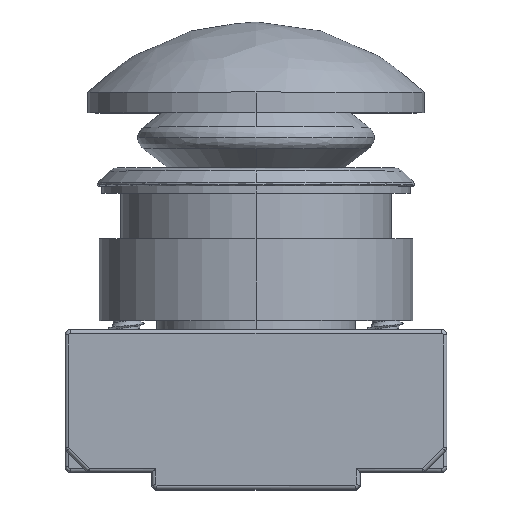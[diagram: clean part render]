
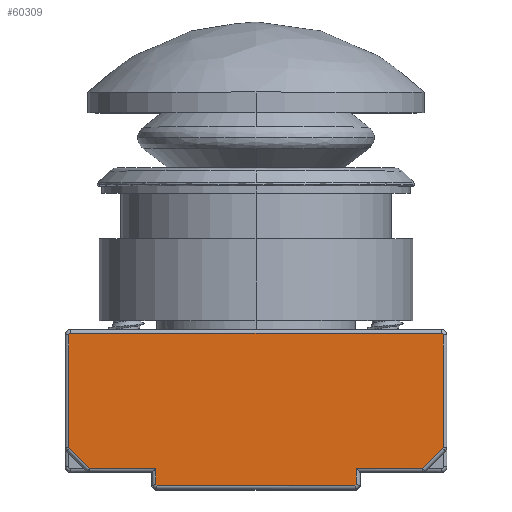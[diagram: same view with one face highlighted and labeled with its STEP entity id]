
A CAD part, top view. The second image highlights one B-rep face of the part: STEP entity #60309.
In plain terms, the highlighted planar face has unit normal (0, 0, 1).
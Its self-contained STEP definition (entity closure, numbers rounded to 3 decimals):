
#166 = B_SPLINE_CURVE_WITH_KNOTS ( 'NONE', 3,
 ( #3651, #23552, #49957, #55163, #64011, #39544 ),
 .UNSPECIFIED., .F., .F.,
 ( 4, 2, 4 ),
 ( 0., 0.5, 1. ),
 .UNSPECIFIED. ) ;
#566 = CARTESIAN_POINT ( 'NONE',  ( 0., -19.85, 14.9 ) ) ;
#712 = LINE ( 'NONE', #49963, #1810 ) ;
#1254 = LINE ( 'NONE', #41049, #39655 ) ;
#1810 = VECTOR ( 'NONE', #5614, 1000. ) ;
#2776 = CARTESIAN_POINT ( 'NONE',  ( 20.6, -20.395, 14.9 ) ) ;
#2982 = B_SPLINE_CURVE_WITH_KNOTS ( 'NONE', 3,
 ( #25691, #9709, #60592, #40034 ),
 .UNSPECIFIED., .F., .F.,
 ( 4, 4 ),
 ( 0., 1. ),
 .UNSPECIFIED. ) ;
#3651 = CARTESIAN_POINT ( 'NONE',  ( -20.4, -20.25, 14.9 ) ) ;
#4504 = CARTESIAN_POINT ( 'NONE',  ( 18.334, -35.15, 14.9 ) ) ;
#4508 = VECTOR ( 'NONE', #8074, 1000. ) ;
#5380 = CARTESIAN_POINT ( 'NONE',  ( -20.4, -20.25, 14.9 ) ) ;
#5614 = DIRECTION ( 'NONE',  ( 0., 1., 0. ) ) ;
#5724 = CARTESIAN_POINT ( 'NONE',  ( -20.58, -32.904, 14.9 ) ) ;
#6111 = CARTESIAN_POINT ( 'NONE',  ( -11.05, -35.15, 14.9 ) ) ;
#6508 = LINE ( 'NONE', #26415, #40787 ) ;
#6969 = ORIENTED_EDGE ( 'NONE', *, *, #30420, .T. ) ;
#7683 = CARTESIAN_POINT ( 'NONE',  ( 20.58, -20.348, 14.9 ) ) ;
#8074 = DIRECTION ( 'NONE',  ( -1., 0., 0. ) ) ;
#8695 = VERTEX_POINT ( 'NONE', #57906 ) ;
#9709 = CARTESIAN_POINT ( 'NONE',  ( 20.58, -32.904, 14.9 ) ) ;
#9835 = VERTEX_POINT ( 'NONE', #22001 ) ;
#10114 = ORIENTED_EDGE ( 'NONE', *, *, #36623, .T. ) ;
#10573 = VECTOR ( 'NONE', #11772, 1000. ) ;
#10775 = EDGE_CURVE ( 'NONE', #16159, #15881, #32708, .T. ) ;
#11663 = VERTEX_POINT ( 'NONE', #25118 ) ;
#11772 = DIRECTION ( 'NONE',  ( 1., 0., 0. ) ) ;
#11997 = EDGE_CURVE ( 'NONE', #32709, #53884, #2982, .T. ) ;
#12039 = CARTESIAN_POINT ( 'NONE',  ( 10.884, -37.05, 14.9 ) ) ;
#14357 = EDGE_CURVE ( 'NONE', #60414, #9835, #51785, .T. ) ;
#15302 = CARTESIAN_POINT ( 'NONE',  ( 11.05, -19.85, 14.9 ) ) ;
#15529 = VECTOR ( 'NONE', #16517, 1000. ) ;
#15881 = VERTEX_POINT ( 'NONE', #21726 ) ;
#16003 = ORIENTED_EDGE ( 'NONE', *, *, #55883, .T. ) ;
#16159 = VERTEX_POINT ( 'NONE', #62407 ) ;
#16196 = LINE ( 'NONE', #20467, #15529 ) ;
#16517 = DIRECTION ( 'NONE',  ( 0., -1., 0. ) ) ;
#16574 = DIRECTION ( 'NONE',  ( 0.707, -0.707, 0. ) ) ;
#17207 = CARTESIAN_POINT ( 'NONE',  ( -75.751, -35.15, 14.9 ) ) ;
#17337 = VERTEX_POINT ( 'NONE', #19885 ) ;
#17538 = CARTESIAN_POINT ( 'NONE',  ( 20.6, -32.801, 14.9 ) ) ;
#19050 = ORIENTED_EDGE ( 'NONE', *, *, #31279, .T. ) ;
#19418 = ORIENTED_EDGE ( 'NONE', *, *, #26434, .T. ) ;
#19515 = DIRECTION ( 'NONE',  ( 0.707, 0.707, 0. ) ) ;
#19885 = CARTESIAN_POINT ( 'NONE',  ( 20.6, -20.45, 14.9 ) ) ;
#20227 = CARTESIAN_POINT ( 'NONE',  ( -20.6, -19.85, 14.9 ) ) ;
#20467 = CARTESIAN_POINT ( 'NONE',  ( -11.05, -19.85, 14.9 ) ) ;
#20490 = DIRECTION ( 'NONE',  ( 1., 0., 0. ) ) ;
#21061 = CARTESIAN_POINT ( 'NONE',  ( -20.6, -32.857, 14.9 ) ) ;
#21166 = DIRECTION ( 'NONE',  ( 0., 1., 0. ) ) ;
#21726 = CARTESIAN_POINT ( 'NONE',  ( -20.541, -32.943, 14.9 ) ) ;
#22001 = CARTESIAN_POINT ( 'NONE',  ( -18.334, -35.15, 14.9 ) ) ;
#22360 = CARTESIAN_POINT ( 'NONE',  ( 20.6, -20.45, 14.9 ) ) ;
#22680 = CARTESIAN_POINT ( 'NONE',  ( 20.503, -20.27, 14.9 ) ) ;
#23552 = CARTESIAN_POINT ( 'NONE',  ( -20.455, -20.25, 14.9 ) ) ;
#24944 = ORIENTED_EDGE ( 'NONE', *, *, #40667, .T. ) ;
#25070 = LINE ( 'NONE', #4504, #29937 ) ;
#25118 = CARTESIAN_POINT ( 'NONE',  ( -11.05, -36.884, 14.9 ) ) ;
#25478 = EDGE_CURVE ( 'NONE', #32795, #27319, #56438, .T. ) ;
#25646 = CARTESIAN_POINT ( 'NONE',  ( -20.541, -32.943, 14.9 ) ) ;
#25691 = CARTESIAN_POINT ( 'NONE',  ( 20.541, -32.943, 14.9 ) ) ;
#26211 = LINE ( 'NONE', #40566, #26718 ) ;
#26415 = CARTESIAN_POINT ( 'NONE',  ( -75.751, -35.15, 14.9 ) ) ;
#26434 = EDGE_CURVE ( 'NONE', #58942, #33813, #56065, .T. ) ;
#26718 = VECTOR ( 'NONE', #61414, 1000. ) ;
#26745 = LINE ( 'NONE', #20227, #36636 ) ;
#27319 = VERTEX_POINT ( 'NONE', #28667 ) ;
#28561 = EDGE_LOOP ( 'NONE', ( #50956, #10114, #19418, #16003, #64006, #56518, #42267, #24944, #29575, #34565, #6969, #29302, #29857, #38215, #38907, #19050 ) ) ;
#28626 = EDGE_CURVE ( 'NONE', #8695, #32709, #25070, .T. ) ;
#28667 = CARTESIAN_POINT ( 'NONE',  ( 20.4, -20.25, 14.9 ) ) ;
#29302 = ORIENTED_EDGE ( 'NONE', *, *, #50741, .T. ) ;
#29575 = ORIENTED_EDGE ( 'NONE', *, *, #34689, .T. ) ;
#29674 = EDGE_CURVE ( 'NONE', #11663, #40124, #54750, .T. ) ;
#29857 = ORIENTED_EDGE ( 'NONE', *, *, #10775, .T. ) ;
#29937 = VECTOR ( 'NONE', #19515, 1000. ) ;
#30420 = EDGE_CURVE ( 'NONE', #32795, #49402, #166, .T. ) ;
#30549 = CARTESIAN_POINT ( 'NONE',  ( -20.6, -32.801, 14.9 ) ) ;
#31279 = EDGE_CURVE ( 'NONE', #60414, #11663, #16196, .T. ) ;
#31314 = DIRECTION ( 'NONE',  ( -1., 0., 0. ) ) ;
#32545 = VECTOR ( 'NONE', #55742, 1000. ) ;
#32708 = B_SPLINE_CURVE_WITH_KNOTS ( 'NONE', 3,
 ( #30549, #21061, #5724, #25646 ),
 .UNSPECIFIED., .F., .F.,
 ( 4, 4 ),
 ( 0., 1. ),
 .UNSPECIFIED. ) ;
#32709 = VERTEX_POINT ( 'NONE', #34417 ) ;
#32795 = VERTEX_POINT ( 'NONE', #5380 ) ;
#33607 = DIRECTION ( 'NONE',  ( 0.707, -0.707, 0. ) ) ;
#33734 = CARTESIAN_POINT ( 'NONE',  ( -20.6, -20.45, 14.9 ) ) ;
#33813 = VERTEX_POINT ( 'NONE', #57483 ) ;
#34417 = CARTESIAN_POINT ( 'NONE',  ( 20.541, -32.943, 14.9 ) ) ;
#34565 = ORIENTED_EDGE ( 'NONE', *, *, #25478, .F. ) ;
#34689 = EDGE_CURVE ( 'NONE', #17337, #27319, #44113, .T. ) ;
#36623 = EDGE_CURVE ( 'NONE', #40124, #58942, #26211, .T. ) ;
#36636 = VECTOR ( 'NONE', #40118, 1000. ) ;
#37187 = CARTESIAN_POINT ( 'NONE',  ( 20.418, -20.25, 14.9 ) ) ;
#38215 = ORIENTED_EDGE ( 'NONE', *, *, #55999, .T. ) ;
#38907 = ORIENTED_EDGE ( 'NONE', *, *, #14357, .F. ) ;
#39544 = CARTESIAN_POINT ( 'NONE',  ( -20.6, -20.45, 14.9 ) ) ;
#39655 = VECTOR ( 'NONE', #16574, 1000. ) ;
#40034 = CARTESIAN_POINT ( 'NONE',  ( 20.6, -32.801, 14.9 ) ) ;
#40118 = DIRECTION ( 'NONE',  ( 0., -1., 0. ) ) ;
#40124 = VERTEX_POINT ( 'NONE', #47782 ) ;
#40389 = FACE_OUTER_BOUND ( 'NONE', #28561, .T. ) ;
#40566 = CARTESIAN_POINT ( 'NONE',  ( 0., -37.05, 14.9 ) ) ;
#40667 = EDGE_CURVE ( 'NONE', #53884, #17337, #712, .T. ) ;
#40709 = DIRECTION ( 'NONE',  ( 0., 0., 1. ) ) ;
#40787 = VECTOR ( 'NONE', #31314, 1000. ) ;
#41049 = CARTESIAN_POINT ( 'NONE',  ( -20.541, -32.943, 14.9 ) ) ;
#41156 = CARTESIAN_POINT ( 'NONE',  ( 11.05, -35.15, 14.9 ) ) ;
#42170 = CARTESIAN_POINT ( 'NONE',  ( 10.884, -37.05, 14.9 ) ) ;
#42267 = ORIENTED_EDGE ( 'NONE', *, *, #11997, .T. ) ;
#42569 = CARTESIAN_POINT ( 'NONE',  ( 20.4, -20.25, 14.9 ) ) ;
#42759 = VECTOR ( 'NONE', #21166, 1000. ) ;
#44113 = B_SPLINE_CURVE_WITH_KNOTS ( 'NONE', 3,
 ( #22360, #2776, #7683, #22680, #57568, #42569 ),
 .UNSPECIFIED., .F., .F.,
 ( 4, 2, 4 ),
 ( 0., 0.5, 1. ),
 .UNSPECIFIED. ) ;
#45260 = PLANE ( 'NONE',  #58500 ) ;
#47782 = CARTESIAN_POINT ( 'NONE',  ( -10.884, -37.05, 14.9 ) ) ;
#49402 = VERTEX_POINT ( 'NONE', #33734 ) ;
#49957 = CARTESIAN_POINT ( 'NONE',  ( -20.502, -20.27, 14.9 ) ) ;
#49963 = CARTESIAN_POINT ( 'NONE',  ( 20.6, -19.85, 14.9 ) ) ;
#50714 = EDGE_CURVE ( 'NONE', #8695, #59395, #6508, .T. ) ;
#50741 = EDGE_CURVE ( 'NONE', #49402, #16159, #26745, .T. ) ;
#50956 = ORIENTED_EDGE ( 'NONE', *, *, #29674, .T. ) ;
#51785 = LINE ( 'NONE', #17207, #4508 ) ;
#53884 = VERTEX_POINT ( 'NONE', #17538 ) ;
#54108 = CARTESIAN_POINT ( 'NONE',  ( -11.05, -36.884, 14.9 ) ) ;
#54739 = LINE ( 'NONE', #15302, #42759 ) ;
#54750 = LINE ( 'NONE', #54108, #62295 ) ;
#55163 = CARTESIAN_POINT ( 'NONE',  ( -20.58, -20.347, 14.9 ) ) ;
#55742 = DIRECTION ( 'NONE',  ( 0.707, 0.707, 0. ) ) ;
#55883 = EDGE_CURVE ( 'NONE', #33813, #59395, #54739, .T. ) ;
#55999 = EDGE_CURVE ( 'NONE', #15881, #9835, #1254, .T. ) ;
#56065 = LINE ( 'NONE', #12039, #32545 ) ;
#56438 = LINE ( 'NONE', #37187, #10573 ) ;
#56518 = ORIENTED_EDGE ( 'NONE', *, *, #28626, .T. ) ;
#57483 = CARTESIAN_POINT ( 'NONE',  ( 11.05, -36.884, 14.9 ) ) ;
#57568 = CARTESIAN_POINT ( 'NONE',  ( 20.456, -20.25, 14.9 ) ) ;
#57906 = CARTESIAN_POINT ( 'NONE',  ( 18.334, -35.15, 14.9 ) ) ;
#58500 = AXIS2_PLACEMENT_3D ( 'NONE', #566, #40709, #20490 ) ;
#58942 = VERTEX_POINT ( 'NONE', #42170 ) ;
#59395 = VERTEX_POINT ( 'NONE', #41156 ) ;
#60309 = ADVANCED_FACE ( 'NONE', ( #40389 ), #45260, .T. ) ;
#60414 = VERTEX_POINT ( 'NONE', #6111 ) ;
#60592 = CARTESIAN_POINT ( 'NONE',  ( 20.6, -32.857, 14.9 ) ) ;
#61414 = DIRECTION ( 'NONE',  ( 1., 0., 0. ) ) ;
#62295 = VECTOR ( 'NONE', #33607, 1000. ) ;
#62407 = CARTESIAN_POINT ( 'NONE',  ( -20.6, -32.801, 14.9 ) ) ;
#64006 = ORIENTED_EDGE ( 'NONE', *, *, #50714, .F. ) ;
#64011 = CARTESIAN_POINT ( 'NONE',  ( -20.6, -20.394, 14.9 ) ) ;
